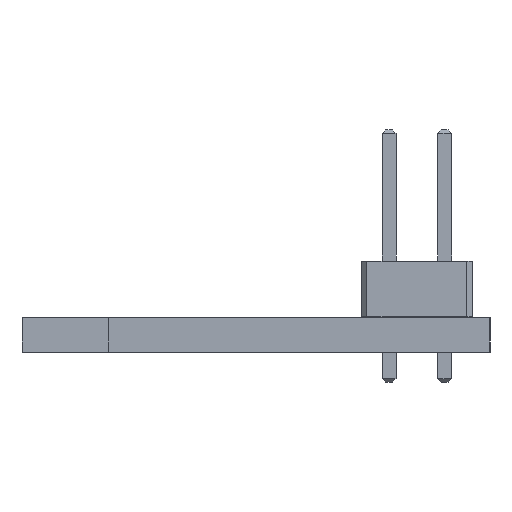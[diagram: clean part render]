
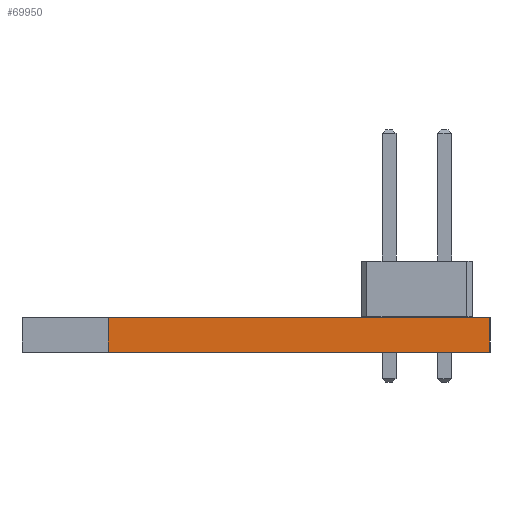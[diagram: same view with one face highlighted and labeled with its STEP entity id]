
A CAD part, left-side view. The second image highlights one B-rep face of the part: STEP entity #69950.
In plain terms, the highlighted planar face has unit normal (-1, 0, 0).
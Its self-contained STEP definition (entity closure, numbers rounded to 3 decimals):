
#65810 = PLANE('',#65811);
#65811 = AXIS2_PLACEMENT_3D('',#65812,#65813,#65814);
#65812 = CARTESIAN_POINT('',(222.407,-53.584,1.58));
#65813 = DIRECTION('',(-0.,-0.,-1.));
#65814 = DIRECTION('',(-1.,0.,0.));
#65864 = PLANE('',#65865);
#65865 = AXIS2_PLACEMENT_3D('',#65866,#65867,#65868);
#65866 = CARTESIAN_POINT('',(222.407,-53.584,0.));
#65867 = DIRECTION('',(-0.,-0.,-1.));
#65868 = DIRECTION('',(-1.,0.,0.));
#66113 = VERTEX_POINT('',#66114);
#66114 = CARTESIAN_POINT('',(190.195,-64.821,0.));
#66128 = PLANE('',#66129);
#66129 = AXIS2_PLACEMENT_3D('',#66130,#66131,#66132);
#66130 = CARTESIAN_POINT('',(255.44,-64.821,0.));
#66131 = DIRECTION('',(0.,-1.,0.));
#66132 = DIRECTION('',(-1.,0.,0.));
#66140 = EDGE_CURVE('',#66113,#66141,#66143,.T.);
#66141 = VERTEX_POINT('',#66142);
#66142 = CARTESIAN_POINT('',(190.195,-47.346,0.));
#66143 = SURFACE_CURVE('',#66144,(#66148,#66155),.PCURVE_S1.);
#66144 = LINE('',#66145,#66146);
#66145 = CARTESIAN_POINT('',(190.195,-64.821,0.));
#66146 = VECTOR('',#66147,1.);
#66147 = DIRECTION('',(0.,1.,0.));
#66148 = PCURVE('',#65864,#66149);
#66149 = DEFINITIONAL_REPRESENTATION('',(#66150),#66154);
#66150 = LINE('',#66151,#66152);
#66151 = CARTESIAN_POINT('',(32.212,-11.236));
#66152 = VECTOR('',#66153,1.);
#66153 = DIRECTION('',(0.,1.));
#66154 = ( GEOMETRIC_REPRESENTATION_CONTEXT(2) 
PARAMETRIC_REPRESENTATION_CONTEXT() REPRESENTATION_CONTEXT('2D SPACE',''
  ) );
#66155 = PCURVE('',#66156,#66161);
#66156 = PLANE('',#66157);
#66157 = AXIS2_PLACEMENT_3D('',#66158,#66159,#66160);
#66158 = CARTESIAN_POINT('',(190.195,-64.821,0.));
#66159 = DIRECTION('',(-1.,0.,0.));
#66160 = DIRECTION('',(0.,1.,0.));
#66161 = DEFINITIONAL_REPRESENTATION('',(#66162),#66166);
#66162 = LINE('',#66163,#66164);
#66163 = CARTESIAN_POINT('',(0.,0.));
#66164 = VECTOR('',#66165,1.);
#66165 = DIRECTION('',(1.,0.));
#66166 = ( GEOMETRIC_REPRESENTATION_CONTEXT(2) 
PARAMETRIC_REPRESENTATION_CONTEXT() REPRESENTATION_CONTEXT('2D SPACE',''
  ) );
#66184 = PLANE('',#66185);
#66185 = AXIS2_PLACEMENT_3D('',#66186,#66187,#66188);
#66186 = CARTESIAN_POINT('',(190.195,-47.346,0.));
#66187 = DIRECTION('',(-1.,0.,0.));
#66188 = DIRECTION('',(0.,1.,0.));
#68099 = VERTEX_POINT('',#68100);
#68100 = CARTESIAN_POINT('',(190.195,-64.821,1.58));
#68121 = EDGE_CURVE('',#68099,#68122,#68124,.T.);
#68122 = VERTEX_POINT('',#68123);
#68123 = CARTESIAN_POINT('',(190.195,-47.346,1.58));
#68124 = SURFACE_CURVE('',#68125,(#68129,#68136),.PCURVE_S1.);
#68125 = LINE('',#68126,#68127);
#68126 = CARTESIAN_POINT('',(190.195,-64.821,1.58));
#68127 = VECTOR('',#68128,1.);
#68128 = DIRECTION('',(0.,1.,0.));
#68129 = PCURVE('',#65810,#68130);
#68130 = DEFINITIONAL_REPRESENTATION('',(#68131),#68135);
#68131 = LINE('',#68132,#68133);
#68132 = CARTESIAN_POINT('',(32.212,-11.236));
#68133 = VECTOR('',#68134,1.);
#68134 = DIRECTION('',(0.,1.));
#68135 = ( GEOMETRIC_REPRESENTATION_CONTEXT(2) 
PARAMETRIC_REPRESENTATION_CONTEXT() REPRESENTATION_CONTEXT('2D SPACE',''
  ) );
#68136 = PCURVE('',#66156,#68137);
#68137 = DEFINITIONAL_REPRESENTATION('',(#68138),#68142);
#68138 = LINE('',#68139,#68140);
#68139 = CARTESIAN_POINT('',(0.,-1.58));
#68140 = VECTOR('',#68141,1.);
#68141 = DIRECTION('',(1.,0.));
#68142 = ( GEOMETRIC_REPRESENTATION_CONTEXT(2) 
PARAMETRIC_REPRESENTATION_CONTEXT() REPRESENTATION_CONTEXT('2D SPACE',''
  ) );
#69900 = EDGE_CURVE('',#66141,#68122,#69901,.T.);
#69901 = SURFACE_CURVE('',#69902,(#69906,#69913),.PCURVE_S1.);
#69902 = LINE('',#69903,#69904);
#69903 = CARTESIAN_POINT('',(190.195,-47.346,0.));
#69904 = VECTOR('',#69905,1.);
#69905 = DIRECTION('',(0.,0.,1.));
#69906 = PCURVE('',#66184,#69907);
#69907 = DEFINITIONAL_REPRESENTATION('',(#69908),#69912);
#69908 = LINE('',#69909,#69910);
#69909 = CARTESIAN_POINT('',(0.,0.));
#69910 = VECTOR('',#69911,1.);
#69911 = DIRECTION('',(0.,-1.));
#69912 = ( GEOMETRIC_REPRESENTATION_CONTEXT(2) 
PARAMETRIC_REPRESENTATION_CONTEXT() REPRESENTATION_CONTEXT('2D SPACE',''
  ) );
#69913 = PCURVE('',#66156,#69914);
#69914 = DEFINITIONAL_REPRESENTATION('',(#69915),#69919);
#69915 = LINE('',#69916,#69917);
#69916 = CARTESIAN_POINT('',(17.475,0.));
#69917 = VECTOR('',#69918,1.);
#69918 = DIRECTION('',(0.,-1.));
#69919 = ( GEOMETRIC_REPRESENTATION_CONTEXT(2) 
PARAMETRIC_REPRESENTATION_CONTEXT() REPRESENTATION_CONTEXT('2D SPACE',''
  ) );
#69929 = EDGE_CURVE('',#66113,#68099,#69930,.T.);
#69930 = SURFACE_CURVE('',#69931,(#69935,#69942),.PCURVE_S1.);
#69931 = LINE('',#69932,#69933);
#69932 = CARTESIAN_POINT('',(190.195,-64.821,0.));
#69933 = VECTOR('',#69934,1.);
#69934 = DIRECTION('',(0.,0.,1.));
#69935 = PCURVE('',#66128,#69936);
#69936 = DEFINITIONAL_REPRESENTATION('',(#69937),#69941);
#69937 = LINE('',#69938,#69939);
#69938 = CARTESIAN_POINT('',(65.245,0.));
#69939 = VECTOR('',#69940,1.);
#69940 = DIRECTION('',(0.,-1.));
#69941 = ( GEOMETRIC_REPRESENTATION_CONTEXT(2) 
PARAMETRIC_REPRESENTATION_CONTEXT() REPRESENTATION_CONTEXT('2D SPACE',''
  ) );
#69942 = PCURVE('',#66156,#69943);
#69943 = DEFINITIONAL_REPRESENTATION('',(#69944),#69948);
#69944 = LINE('',#69945,#69946);
#69945 = CARTESIAN_POINT('',(0.,0.));
#69946 = VECTOR('',#69947,1.);
#69947 = DIRECTION('',(0.,-1.));
#69948 = ( GEOMETRIC_REPRESENTATION_CONTEXT(2) 
PARAMETRIC_REPRESENTATION_CONTEXT() REPRESENTATION_CONTEXT('2D SPACE',''
  ) );
#69950 = ADVANCED_FACE('',(#69951),#66156,.T.);
#69951 = FACE_BOUND('',#69952,.T.);
#69952 = EDGE_LOOP('',(#69953,#69954,#69955,#69956));
#69953 = ORIENTED_EDGE('',*,*,#69929,.T.);
#69954 = ORIENTED_EDGE('',*,*,#68121,.T.);
#69955 = ORIENTED_EDGE('',*,*,#69900,.F.);
#69956 = ORIENTED_EDGE('',*,*,#66140,.F.);
